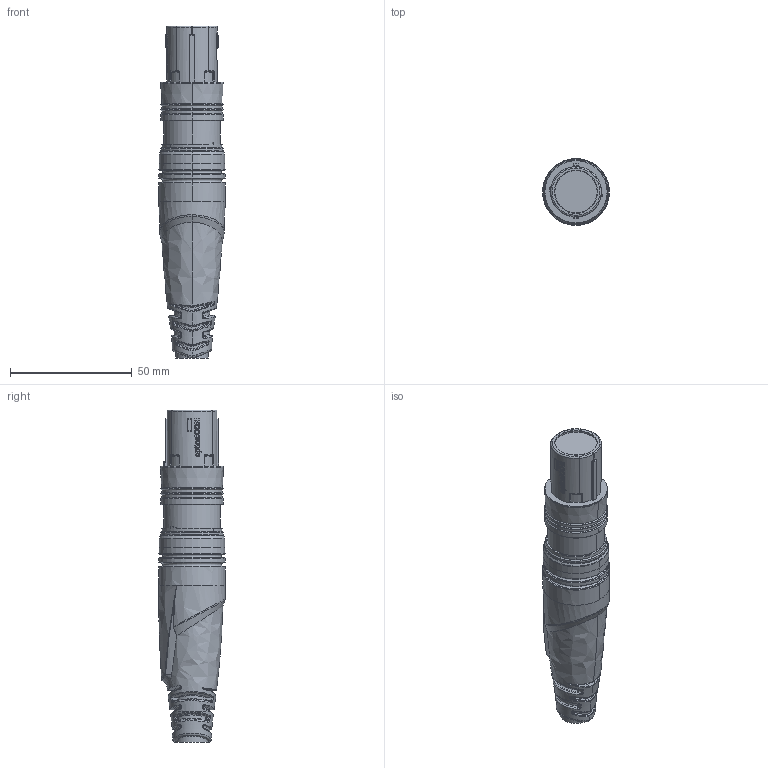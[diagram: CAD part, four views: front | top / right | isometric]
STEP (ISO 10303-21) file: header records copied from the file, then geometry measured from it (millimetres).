
FILE_DESCRIPTION((''),'2;1');
FILE_NAME('30009901','2022-08-12T13:25:58',('SYSTEM'),(''),'CREO PARAMETRIC BY PTC INC, 2021184','CREO PARAMETRIC BY PTC INC, 2021184','');
FILE_SCHEMA(('CONFIG_CONTROL_DESIGN'));
Products named in the file (1): 30009901
Bounding box: 27.48 x 27.5 x 136.55 mm (x, y, z)
Volume: 58342 mm3; surface area: 12003.7 mm2
Topology: 1 solids, 1 shells, 962 faces, 2384 edges, 1461 vertices
Faces by surface type: bspline 283, plane 261, cylinder 192, extrusion 143, torus 35, cone 34, sphere 14
Entity records: 42564 total; most frequent: CARTESIAN_POINT 22600, ORIENTED_EDGE 4752, DIRECTION 3141, EDGE_CURVE 2376, VERTEX_POINT 1461, B_SPLINE_CURVE_WITH_KNOTS 1193, AXIS2_PLACEMENT_3D 1136, EDGE_LOOP 1007
